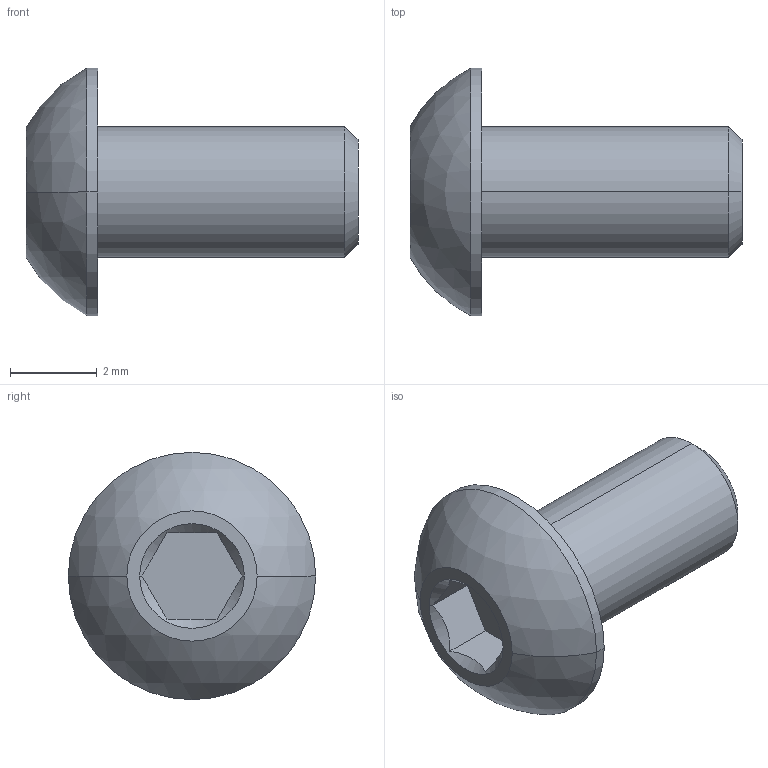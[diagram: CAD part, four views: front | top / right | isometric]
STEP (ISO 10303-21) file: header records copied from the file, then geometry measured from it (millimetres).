
FILE_DESCRIPTION (( 'STEP AP203' ), '1' );
FILE_NAME ('Button Head Socket Cap Screw M3.step', '2015-07-29T19:38:21', ( '' ), ( '' ), 'SwSTEP 2.0', 'SolidWorks 2014', '' );
FILE_SCHEMA (( 'CONFIG_CONTROL_DESIGN' ));
Length unit declared in the file: millimetre
Products named in the file (1): Button Head Socket Cap Screw M3
Bounding box: 7.65 x 5.7 x 5.7 mm (x, y, z)
Volume: 68.4 mm3; surface area: 127.5 mm2
Topology: 1 solids, 1 shells, 20 faces, 42 edges, 26 vertices
Faces by surface type: plane 10, cone 4, cylinder 4, sphere 2
Entity records: 637 total; most frequent: CARTESIAN_POINT 127, DIRECTION 94, ORIENTED_EDGE 84, EDGE_CURVE 42, AXIS2_PLACEMENT_3D 37, VERTEX_POINT 26, EDGE_LOOP 22, LINE 20
